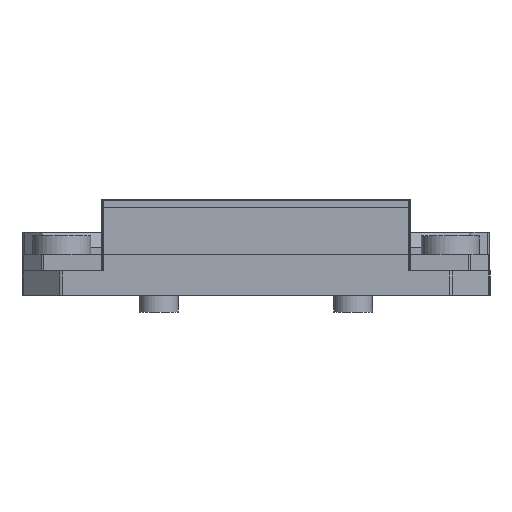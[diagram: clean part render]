
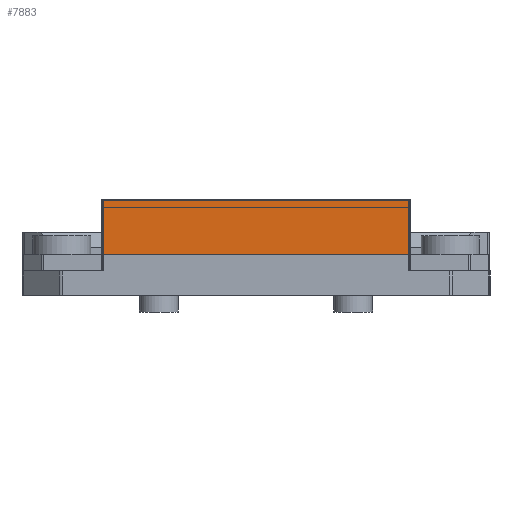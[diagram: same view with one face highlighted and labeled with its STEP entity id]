
A CAD part, front view. The second image highlights one B-rep face of the part: STEP entity #7883.
In plain terms, the highlighted planar face has unit normal (0, -1, 0).
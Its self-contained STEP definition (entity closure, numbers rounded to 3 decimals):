
#1160=LINE('',#15609,#1802);
#1168=LINE('',#15639,#1810);
#1188=LINE('',#15697,#1830);
#1189=LINE('',#15699,#1831);
#1802=VECTOR('',#10475,10.);
#1810=VECTOR('',#10499,10.);
#1830=VECTOR('',#10563,10.);
#1831=VECTOR('',#10566,10.);
#2384=FACE_OUTER_BOUND('',#2853,.T.);
#2853=EDGE_LOOP('',(#7195,#7196,#7197,#7198));
#3835=VERTEX_POINT('',#15602);
#3838=VERTEX_POINT('',#15607);
#3852=VERTEX_POINT('',#15637);
#3868=VERTEX_POINT('',#15695);
#4940=EDGE_CURVE('',#3838,#3835,#1160,.T.);
#4955=EDGE_CURVE('',#3852,#3838,#1168,.T.);
#4984=EDGE_CURVE('',#3868,#3852,#1188,.T.);
#4985=EDGE_CURVE('',#3835,#3868,#1189,.T.);
#7195=ORIENTED_EDGE('',*,*,#4940,.F.);
#7196=ORIENTED_EDGE('',*,*,#4955,.F.);
#7197=ORIENTED_EDGE('',*,*,#4984,.F.);
#7198=ORIENTED_EDGE('',*,*,#4985,.F.);
#7421=PLANE('',#8612);
#7883=ADVANCED_FACE('',(#2384),#7421,.T.);
#8612=AXIS2_PLACEMENT_3D('',#15698,#10564,#10565);
#10475=DIRECTION('',(0.,0.,-1.));
#10499=DIRECTION('',(1.,0.,0.));
#10563=DIRECTION('',(0.,0.,1.));
#10564=DIRECTION('center_axis',(0.,-1.,0.));
#10565=DIRECTION('ref_axis',(1.,0.,0.));
#10566=DIRECTION('',(-1.,0.,0.));
#15602=CARTESIAN_POINT('',(-76.922,-65.427,0.));
#15607=CARTESIAN_POINT('',(-76.922,-65.427,16.662));
#15609=CARTESIAN_POINT('',(-76.922,-65.427,0.));
#15637=CARTESIAN_POINT('',(-171.305,-65.427,16.662));
#15639=CARTESIAN_POINT('',(-76.362,-65.427,16.662));
#15695=CARTESIAN_POINT('',(-171.305,-65.427,0.));
#15697=CARTESIAN_POINT('',(-171.305,-65.427,0.));
#15698=CARTESIAN_POINT('Origin',(-171.866,-65.427,0.));
#15699=CARTESIAN_POINT('',(-76.362,-65.427,0.));
